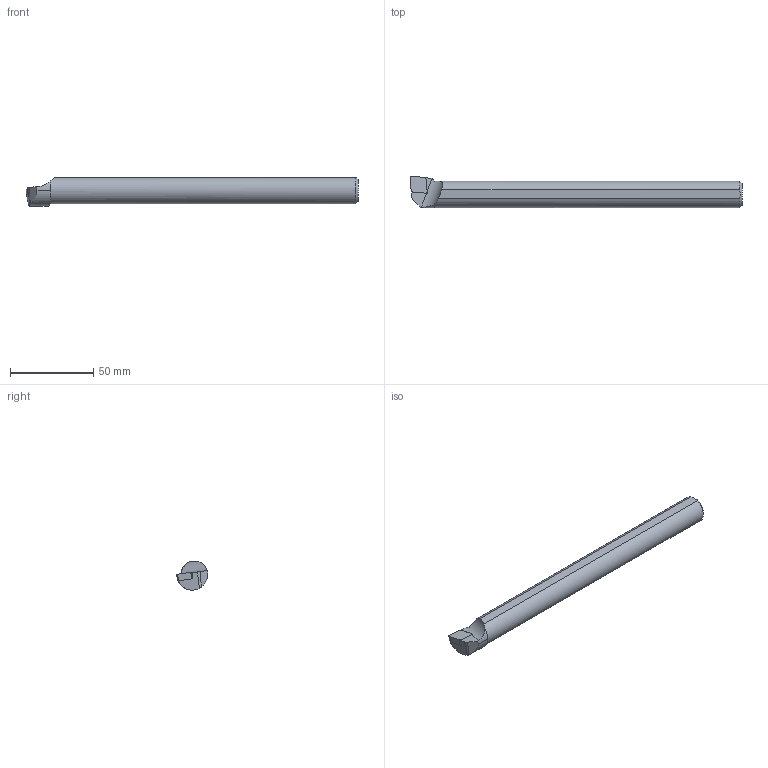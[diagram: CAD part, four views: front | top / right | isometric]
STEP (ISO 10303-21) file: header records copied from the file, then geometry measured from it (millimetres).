
FILE_DESCRIPTION(/* description */ (''),/* implementation_level */ '2;1');
FILE_NAME(/* name */ 'E16R-SCLCL-09.stp',/* time_stamp */ '2023-10-23T15:08:47+03:00',/* author */ (''),/* organization */ (''),/* preprocessor_version */ 'ST-DEVELOPER v19.4',/* originating_system */ 'SIEMENS PLM Software NX2306.3001',/* authorisation */ '');
FILE_SCHEMA (('AUTOMOTIVE_DESIGN { 1 0 10303 214 3 1 1 1 }'));
Length unit declared in the file: millimetre
Products named in the file (1): model1_objects
Bounding box: 199.92 x 19.02 x 16.88 mm (x, y, z)
Volume: 38739.4 mm3; surface area: 10556.2 mm2
Topology: 2 solids, 2 shells, 29 faces, 75 edges, 50 vertices
Faces by surface type: plane 17, cone 8, cylinder 4
Entity records: 1040 total; most frequent: CARTESIAN_POINT 228, ORIENTED_EDGE 146, DIRECTION 145, EDGE_CURVE 73, AXIS2_PLACEMENT_3D 53, VERTEX_POINT 49, LINE 39, VECTOR 39
